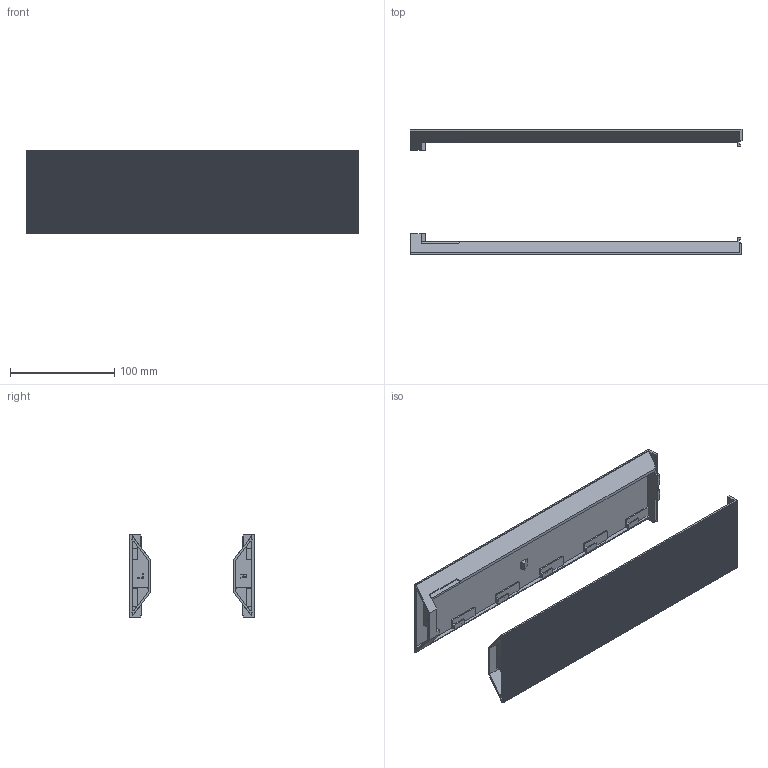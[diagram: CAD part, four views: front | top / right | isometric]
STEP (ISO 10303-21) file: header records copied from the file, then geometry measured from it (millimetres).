
FILE_DESCRIPTION (( 'STEP AP214' ), '1' );
FILE_NAME ('PSX Side Panels.STEP', '2026-02-14T07:55:03', ( '' ), ( '' ), 'SwSTEP 2.0', 'SolidWorks 2026', '' );
FILE_SCHEMA (( 'AUTOMOTIVE_DESIGN' ));
Length unit declared in the file: millimetre
Products named in the file (1): PSX Side Panels
Bounding box: 318.9 x 120.2 x 79 mm (x, y, z)
Volume: 123131.3 mm3; surface area: 161173.8 mm2
Topology: 2 solids, 2 shells, 707 faces, 2050 edges, 1348 vertices
Faces by surface type: plane 645, cylinder 54, bspline 6, cone 2
Entity records: 23210 total; most frequent: CARTESIAN_POINT 4486, ORIENTED_EDGE 4100, DIRECTION 3552, EDGE_CURVE 2050, LINE 1924, VECTOR 1924, VERTEX_POINT 1348, AXIS2_PLACEMENT_3D 814
